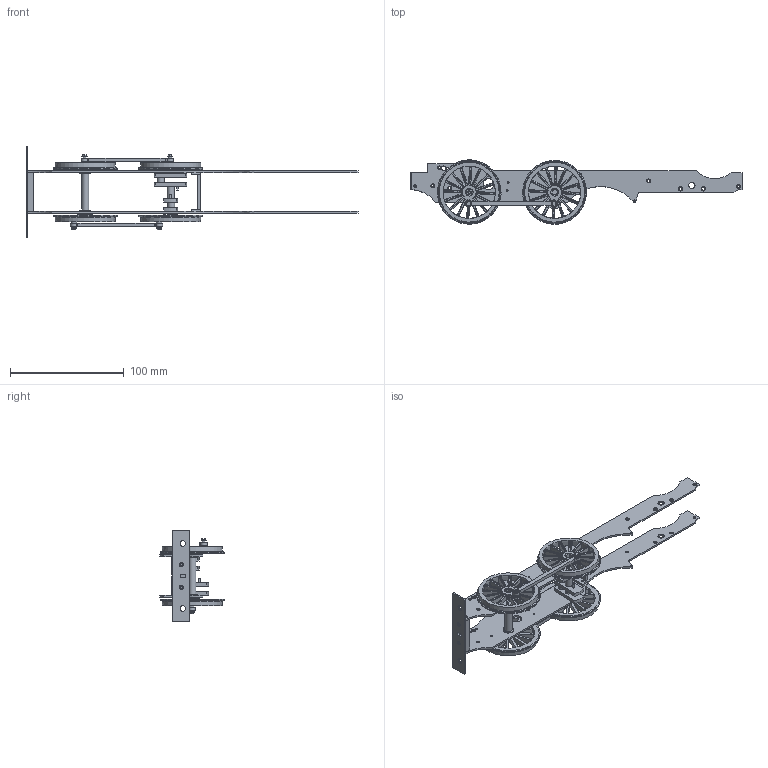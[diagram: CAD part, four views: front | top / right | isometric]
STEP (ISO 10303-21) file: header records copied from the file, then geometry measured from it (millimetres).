
FILE_DESCRIPTION(/* description */ ('ARM1G'),/* implementation_level */ '2;1');
FILE_NAME(/* name */ 'Rolling chassis',/* time_stamp */ '2020-05-03T12:09:12+01:00',/* author */ ('Keith Bucklitch'),/* organization */ ('G1MRA'),/* preprocessor_version */ 'ST-DEVELOPER v16.7',/* originating_system */ 'Solid Edge',/* authorisation */ 'Unknown');
FILE_SCHEMA (('AUTOMOTIVE_DESIGN {1 0 10303 214 3 1 1}'));
Length unit declared in the file: millimetre
Products named in the file (22): Rolling chassis; Crank Axle (complete)_0; Axle (short)_1; Eccentric drive pin_3; Crank web, large hole_3; Crank Pin_3; Crank web, small hole_2; Split Axle (short)_2; Axle (long)_1; Split Axle (long)_2; Screw, 8BA Small Head; Washer, 8BA; Coupling rod; Crankpin (wheels); Driving wheel; Axle full; Main bearings; Buffer beam; Armig frame (R); Stretcher - mid-frame; Stretcher - front; Armig frame (L)
Assembly tree (41 placements, depth 4):
  Rolling chassis
    Crank Axle (complete)_0
      Axle (short)_1
        Eccentric drive pin_3
        Crank web, large hole_3
        Crank Pin_3
        Crank web, small hole_2
        Split Axle (short)_2
      Axle (long)_1
        Eccentric drive pin_3
        Crank web, large hole_3  x2
        Crank Pin_3
        Split Axle (long)_2
    Screw, 8BA Small Head  x4
    Washer, 8BA  x4
    Coupling rod  x2
    Crankpin (wheels)  x4
    Driving wheel  x4
    Axle full
    Main bearings  x4
    Buffer beam
    Armig frame (R)
    Stretcher - mid-frame
    Stretcher - front
    Armig frame (L)
Bounding box: 291.5 x 56.49 x 80 mm (x, y, z)
Volume: 60828.9 mm3; surface area: 73777.8 mm2
Topology: 38 solids, 38 shells, 1450 faces, 3793 edges, 2367 vertices
Faces by surface type: cylinder 612, plane 448, torus 312, bspline 44, cone 34
Full cylindrical faces by diameter (mm): 1.4 x6, 1.587 x6, 1.8 x12, 2 x4, 2.14 x4, 2.3 x15, 2.4 x8, 2.845 x2, 3.029 x2, 3.175 x12, 3.2 x4, 4 x5, 4.6 x4, 4.76 x1, 4.763 x4, 4.8 x4, 5.5 x2, 6.35 x15, 9.525 x10, 12.7 x4, 46 x4, 55.972 x4
Entity records: 16598 total; most frequent: CARTESIAN_POINT 3137, DIRECTION 2839, ORIENTED_EDGE 2432, EDGE_CURVE 1216, AXIS2_PLACEMENT_3D 1174, VERTEX_POINT 838, EDGE_LOOP 788, FACE_BOUND 788
